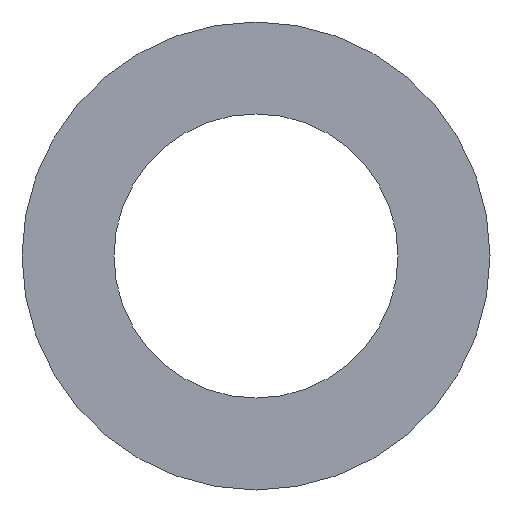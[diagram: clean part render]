
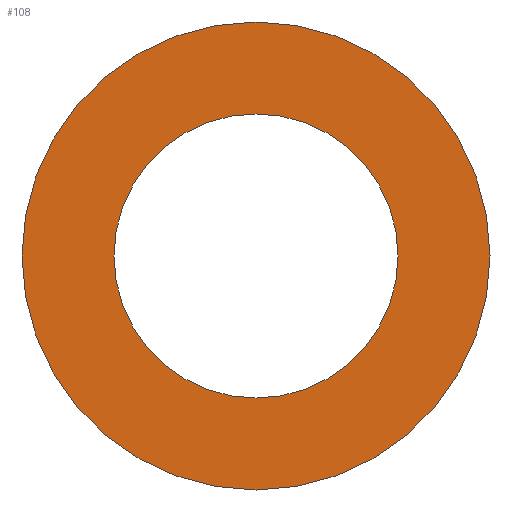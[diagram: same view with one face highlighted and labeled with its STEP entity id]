
A CAD part, front view. The second image highlights one B-rep face of the part: STEP entity #108.
In plain terms, the highlighted planar face has unit normal (0, -1, 0).
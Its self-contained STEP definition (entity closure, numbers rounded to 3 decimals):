
#10 = ORIENTED_EDGE ( 'NONE', *, *, #246, .F. ) ;
#24 = AXIS2_PLACEMENT_3D ( 'NONE', #164, #81, #148 ) ;
#29 = CARTESIAN_POINT ( 'NONE',  ( 0., 0., 0. ) ) ;
#31 = ORIENTED_EDGE ( 'NONE', *, *, #120, .T. ) ;
#51 = EDGE_CURVE ( 'NONE', #117, #235, #59, .T. ) ;
#53 = FACE_BOUND ( 'NONE', #56, .T. ) ;
#54 = AXIS2_PLACEMENT_3D ( 'NONE', #29, #169, #167 ) ;
#55 = CARTESIAN_POINT ( 'NONE',  ( 0., 0., 0. ) ) ;
#56 = EDGE_LOOP ( 'NONE', ( #100, #31 ) ) ;
#59 = CIRCLE ( 'NONE', #24, 3.5 ) ;
#65 = CARTESIAN_POINT ( 'NONE',  ( 0., 0., -3.5 ) ) ;
#72 = DIRECTION ( 'NONE',  ( 0., 0., 1. ) ) ;
#79 = VERTEX_POINT ( 'NONE', #90 ) ;
#81 = DIRECTION ( 'NONE',  ( 0., 1., 0. ) ) ;
#90 = CARTESIAN_POINT ( 'NONE',  ( 0., 0., 2.125 ) ) ;
#100 = ORIENTED_EDGE ( 'NONE', *, *, #241, .T. ) ;
#107 = EDGE_LOOP ( 'NONE', ( #10, #216 ) ) ;
#108 = ADVANCED_FACE ( 'NONE', ( #125, #53 ), #222, .F. ) ;
#112 = AXIS2_PLACEMENT_3D ( 'NONE', #55, #160, #72 ) ;
#116 = DIRECTION ( 'NONE',  ( 0., 1., 0. ) ) ;
#117 = VERTEX_POINT ( 'NONE', #206 ) ;
#118 = CARTESIAN_POINT ( 'NONE',  ( 0., 0., 0. ) ) ;
#120 = EDGE_CURVE ( 'NONE', #79, #198, #202, .T. ) ;
#125 = FACE_OUTER_BOUND ( 'NONE', #107, .T. ) ;
#148 = DIRECTION ( 'NONE',  ( 0., 0., 1. ) ) ;
#152 = CARTESIAN_POINT ( 'NONE',  ( 0., 0., -2.125 ) ) ;
#160 = DIRECTION ( 'NONE',  ( 0., 1., 0. ) ) ;
#164 = CARTESIAN_POINT ( 'NONE',  ( 0., 0., 0. ) ) ;
#167 = DIRECTION ( 'NONE',  ( 0., 0., 1. ) ) ;
#169 = DIRECTION ( 'NONE',  ( 0., 1., 0. ) ) ;
#189 = DIRECTION ( 'NONE',  ( 0., 0., 1. ) ) ;
#196 = CIRCLE ( 'NONE', #112, 3.5 ) ;
#198 = VERTEX_POINT ( 'NONE', #152 ) ;
#202 = CIRCLE ( 'NONE', #54, 2.125 ) ;
#206 = CARTESIAN_POINT ( 'NONE',  ( 0., 0., 3.5 ) ) ;
#215 = CIRCLE ( 'NONE', #236, 2.125 ) ;
#216 = ORIENTED_EDGE ( 'NONE', *, *, #51, .F. ) ;
#217 = AXIS2_PLACEMENT_3D ( 'NONE', #239, #223, #189 ) ;
#222 = PLANE ( 'NONE',  #217 ) ;
#223 = DIRECTION ( 'NONE',  ( 0., 1., 0. ) ) ;
#235 = VERTEX_POINT ( 'NONE', #65 ) ;
#236 = AXIS2_PLACEMENT_3D ( 'NONE', #118, #116, #238 ) ;
#238 = DIRECTION ( 'NONE',  ( 0., 0., 1. ) ) ;
#239 = CARTESIAN_POINT ( 'NONE',  ( 0., 0., 0. ) ) ;
#241 = EDGE_CURVE ( 'NONE', #198, #79, #215, .T. ) ;
#246 = EDGE_CURVE ( 'NONE', #235, #117, #196, .T. ) ;
